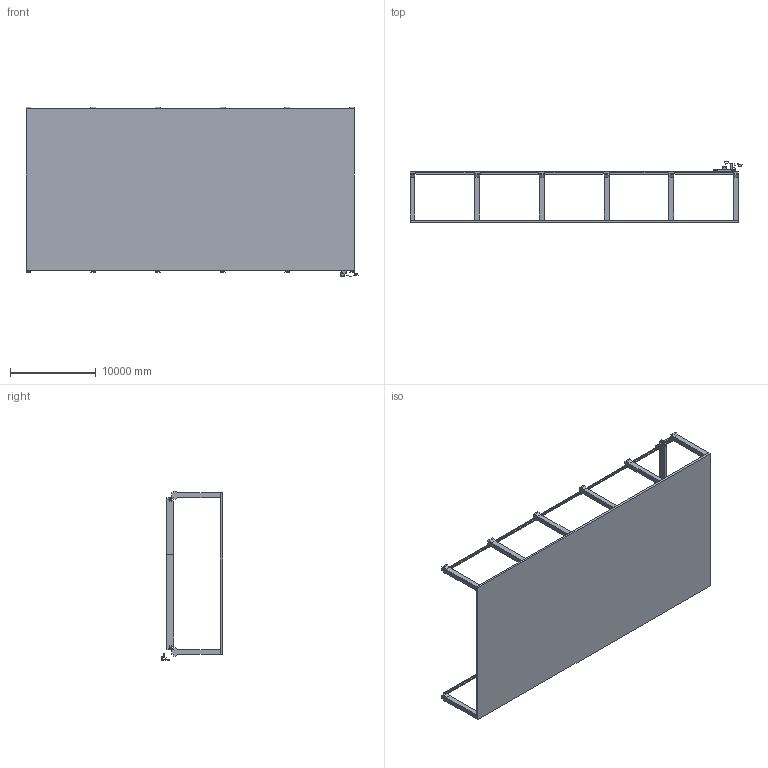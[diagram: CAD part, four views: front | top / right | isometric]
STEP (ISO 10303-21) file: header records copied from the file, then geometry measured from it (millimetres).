
FILE_DESCRIPTION(('FreeCAD Model'),'2;1');
FILE_NAME('Open CASCADE Shape Model','2025-04-25T21:49:04',('FreeCAD'),( 'FreeCAD'),'Open CASCADE STEP processor 7.6','FreeCAD','Unknown');
FILE_SCHEMA(('AUTOMOTIVE_DESIGN { 1 0 10303 214 1 1 1 1 }'));
Products named in the file (1): Open CASCADE STEP translator 7.6 1
Bounding box: 38610.92 x 7169.53 x 19749.28 mm (x, y, z)
Volume: 226262230919.7 mm3; surface area: 1820875454 mm2
Topology: 177 solids, 177 shells, 3682 faces, 8566 edges, 5298 vertices
Faces by surface type: bspline 3682
Entity records: 108932 total; most frequent: CARTESIAN_POINT 57915, ORIENTED_EDGE 17132, EDGE_CURVE 8566, B_SPLINE_CURVE_WITH_KNOTS 5542, VERTEX_POINT 5298, FACE_BOUND 4276, EDGE_LOOP 4276, ADVANCED_FACE 3682
